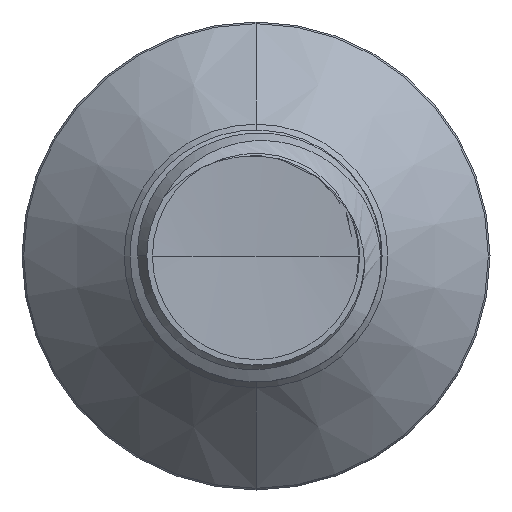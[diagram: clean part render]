
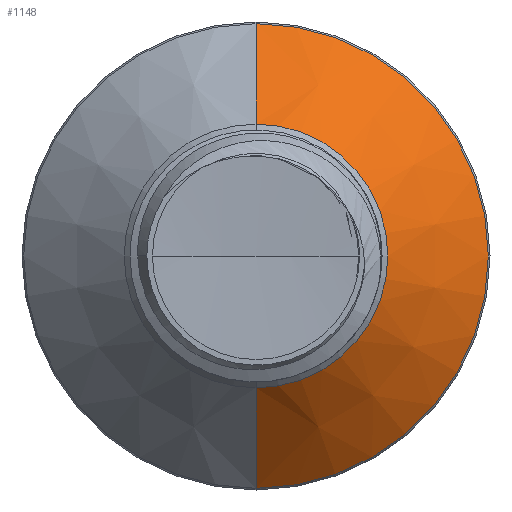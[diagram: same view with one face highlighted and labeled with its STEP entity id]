
A CAD part, front view. The second image highlights one B-rep face of the part: STEP entity #1148.
In plain terms, the highlighted conical face has half-angle 45 degrees and reference radius 1.832 mm.
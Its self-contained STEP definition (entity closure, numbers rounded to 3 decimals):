
#191 = CARTESIAN_POINT ( 'NONE',  ( 0., 7.313, -1.832 ) ) ;
#644 = EDGE_CURVE ( 'NONE', #7564, #9354, #5435, .T. ) ;
#725 = LINE ( 'NONE', #1779, #1321 ) ;
#1148 = ADVANCED_FACE ( 'NONE', ( #7488 ), #6931, .T. ) ;
#1321 = VECTOR ( 'NONE', #16531, 1000. ) ;
#1779 = CARTESIAN_POINT ( 'NONE',  ( 0., 7.313, -1.832 ) ) ;
#3173 = AXIS2_PLACEMENT_3D ( 'NONE', #17466, #20988, #20878 ) ;
#4543 = CARTESIAN_POINT ( 'NONE',  ( 0., 7.313, 0. ) ) ;
#4636 = VERTEX_POINT ( 'NONE', #191 ) ;
#4820 = AXIS2_PLACEMENT_3D ( 'NONE', #4543, #17711, #6460 ) ;
#4851 = CARTESIAN_POINT ( 'NONE',  ( 0., 7.313, 1.832 ) ) ;
#5435 = CIRCLE ( 'NONE', #11211, 3.227 ) ;
#6460 = DIRECTION ( 'NONE',  ( 0., 0., 1. ) ) ;
#6560 = EDGE_CURVE ( 'NONE', #12524, #7564, #10100, .T. ) ;
#6931 = CONICAL_SURFACE ( 'NONE', #3173, 1.832, 0.785 ) ;
#7488 = FACE_OUTER_BOUND ( 'NONE', #18176, .T. ) ;
#7564 = VERTEX_POINT ( 'NONE', #21360 ) ;
#8857 = EDGE_CURVE ( 'NONE', #12524, #4636, #18314, .T. ) ;
#9354 = VERTEX_POINT ( 'NONE', #23305 ) ;
#10100 = LINE ( 'NONE', #4851, #10691 ) ;
#10535 = DIRECTION ( 'NONE',  ( 0., 0.707, 0.707 ) ) ;
#10691 = VECTOR ( 'NONE', #10535, 1000. ) ;
#11211 = AXIS2_PLACEMENT_3D ( 'NONE', #16279, #16239, #16211 ) ;
#11453 = ORIENTED_EDGE ( 'NONE', *, *, #8857, .T. ) ;
#12524 = VERTEX_POINT ( 'NONE', #14961 ) ;
#14961 = CARTESIAN_POINT ( 'NONE',  ( 0., 7.313, 1.832 ) ) ;
#16211 = DIRECTION ( 'NONE',  ( 0., 0., 1. ) ) ;
#16239 = DIRECTION ( 'NONE',  ( 0., 1., 0. ) ) ;
#16279 = CARTESIAN_POINT ( 'NONE',  ( 0., 8.708, 0. ) ) ;
#16459 = ORIENTED_EDGE ( 'NONE', *, *, #21999, .T. ) ;
#16531 = DIRECTION ( 'NONE',  ( 0., 0.707, -0.707 ) ) ;
#17042 = ORIENTED_EDGE ( 'NONE', *, *, #644, .F. ) ;
#17466 = CARTESIAN_POINT ( 'NONE',  ( 0., 7.313, 0. ) ) ;
#17711 = DIRECTION ( 'NONE',  ( 0., 1., 0. ) ) ;
#18176 = EDGE_LOOP ( 'NONE', ( #11453, #16459, #17042, #21847 ) ) ;
#18314 = CIRCLE ( 'NONE', #4820, 1.832 ) ;
#20878 = DIRECTION ( 'NONE',  ( 0., 0., 1. ) ) ;
#20988 = DIRECTION ( 'NONE',  ( 0., 1., 0. ) ) ;
#21360 = CARTESIAN_POINT ( 'NONE',  ( 0., 8.708, 3.227 ) ) ;
#21847 = ORIENTED_EDGE ( 'NONE', *, *, #6560, .F. ) ;
#21999 = EDGE_CURVE ( 'NONE', #4636, #9354, #725, .T. ) ;
#23305 = CARTESIAN_POINT ( 'NONE',  ( 0., 8.708, -3.227 ) ) ;
